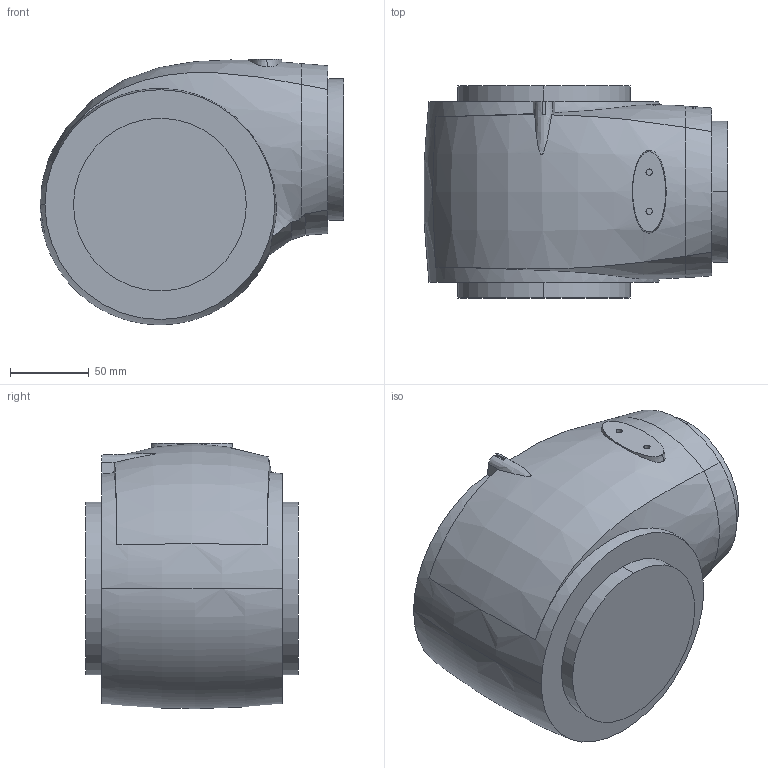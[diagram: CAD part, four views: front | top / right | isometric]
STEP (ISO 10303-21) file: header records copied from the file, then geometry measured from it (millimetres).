
FILE_DESCRIPTION (( 'STEP AP214' ), '1' );
FILE_NAME ('KR6_KR10_R900_sixx_CR-Link_3.STEP', '2017-08-22T10:14:13', ( '' ), ( '' ), 'SwSTEP 2.0', 'SolidWorks 2016', '' );
FILE_SCHEMA (( 'AUTOMOTIVE_DESIGN' ));
Length unit declared in the file: millimetre
Products named in the file (1): KR6_KR10_R900_sixx_CR-Link_3
Bounding box: 193.13 x 135 x 168.96 mm (x, y, z)
Volume: 2867864.2 mm3; surface area: 116958.3 mm2
Topology: 1 solids, 1 shells, 121 faces, 321 edges, 214 vertices
Faces by surface type: plane 75, bspline 30, cylinder 10, torus 3, cone 3
Entity records: 7860 total; most frequent: CARTESIAN_POINT 5197, ORIENTED_EDGE 642, DIRECTION 373, EDGE_CURVE 321, VERTEX_POINT 214, B_SPLINE_CURVE_WITH_KNOTS 161, EDGE_LOOP 133, LINE 131
